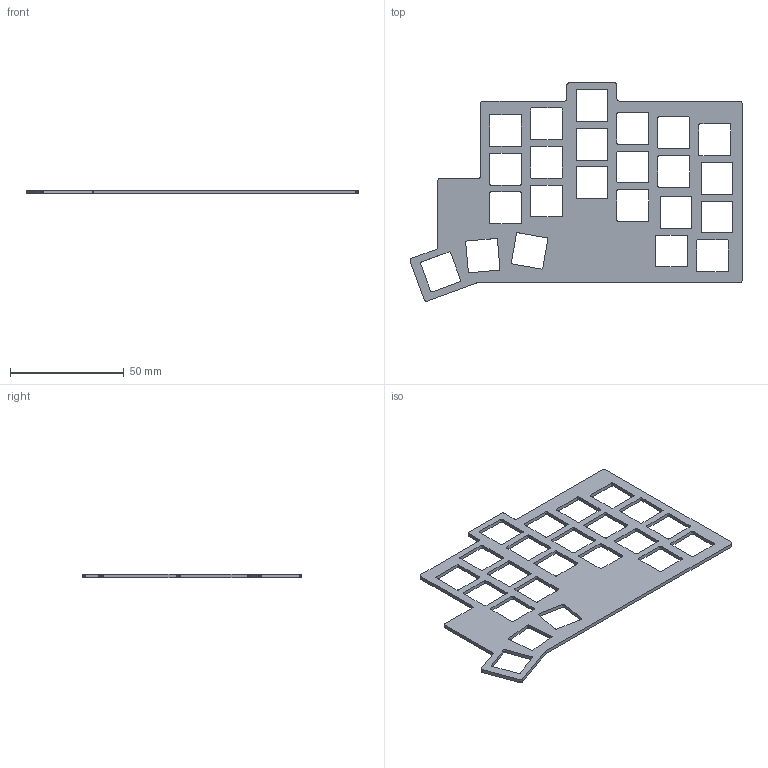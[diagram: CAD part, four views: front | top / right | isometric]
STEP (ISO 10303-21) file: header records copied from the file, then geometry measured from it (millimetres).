
FILE_DESCRIPTION(('KiCad electronic assembly'),'2;1');
FILE_NAME('left-keyboard.step','2023-10-29T16:04:27',('Pcbnew'),('Kicad' ),'Open CASCADE STEP processor 7.6','KiCad to STEP converter', 'Unknown');
FILE_SCHEMA(('AUTOMOTIVE_DESIGN { 1 0 10303 214 1 1 1 1 }'));
Length unit declared in the file: millimetre
Products named in the file (2): left-keyboard 1; _autosave-plate PCB
Assembly tree (1 placements, depth 2):
  left-keyboard 1
    _autosave-plate PCB
Bounding box: 146.04 x 96.04 x 1.6 mm (x, y, z)
Volume: 9573.4 mm3; surface area: 14738.1 mm2
Topology: 1 solids, 1 shells, 755 faces, 2259 edges, 1506 vertices
Faces by surface type: plane 755
Entity records: 54379 total; most frequent: CARTESIAN_POINT 9040, DIRECTION 8291, LINE 6777, VECTOR 6777, ORIENTED_EDGE 4518, PCURVE 4518, DEFINITIONAL_REPRESENTATION 4518, EDGE_CURVE 2259
